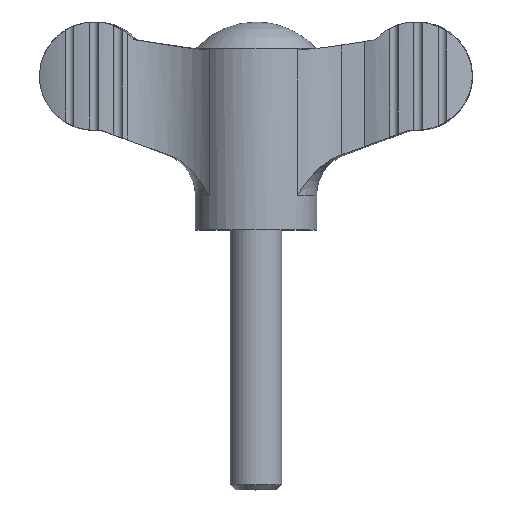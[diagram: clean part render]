
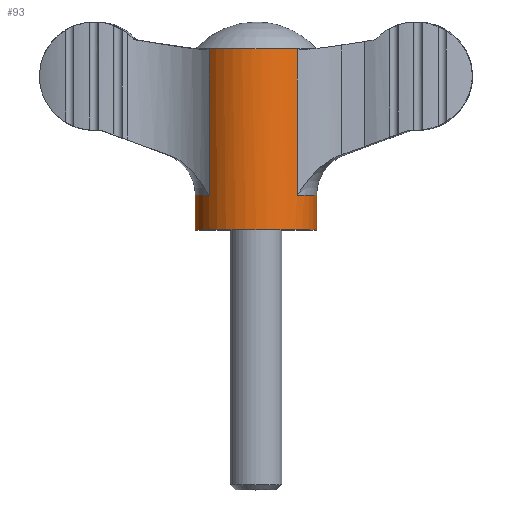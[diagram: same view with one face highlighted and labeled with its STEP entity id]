
A CAD part, top view. The second image highlights one B-rep face of the part: STEP entity #93.
In plain terms, the highlighted cylindrical face has radius 7 mm (diameter 14 mm), a full revolution.
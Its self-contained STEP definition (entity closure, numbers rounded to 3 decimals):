
#93 = ADVANCED_FACE( '', ( #223, #224 ), #225, .T. );
#223 = FACE_OUTER_BOUND( '', #389, .T. );
#224 = FACE_OUTER_BOUND( '', #390, .T. );
#225 = CYLINDRICAL_SURFACE( '', #391, 7. );
#389 = EDGE_LOOP( '', ( #587 ) );
#390 = EDGE_LOOP( '', ( #588, #589, #590, #591, #592, #593, #594, #595 ) );
#391 = AXIS2_PLACEMENT_3D( '', #596, #597, #598 );
#587 = ORIENTED_EDGE( '', *, *, #1036, .F. );
#588 = ORIENTED_EDGE( '', *, *, #1038, .T. );
#589 = ORIENTED_EDGE( '', *, *, #1039, .F. );
#590 = ORIENTED_EDGE( '', *, *, #1040, .F. );
#591 = ORIENTED_EDGE( '', *, *, #1041, .T. );
#592 = ORIENTED_EDGE( '', *, *, #1042, .T. );
#593 = ORIENTED_EDGE( '', *, *, #1043, .F. );
#594 = ORIENTED_EDGE( '', *, *, #1044, .F. );
#595 = ORIENTED_EDGE( '', *, *, #1045, .T. );
#596 = CARTESIAN_POINT( '', ( 0., 0., 0. ) );
#597 = DIRECTION( '', ( 0., 1., 0. ) );
#598 = DIRECTION( '', ( 0., 0., -1. ) );
#1036 = EDGE_CURVE( '', #1251, #1251, #1252, .T. );
#1038 = EDGE_CURVE( '', #1254, #1255, #1256, .T. );
#1039 = EDGE_CURVE( '', #1257, #1255, #1258, .T. );
#1040 = EDGE_CURVE( '', #1259, #1257, #1260, .T. );
#1041 = EDGE_CURVE( '', #1259, #1261, #1262, .T. );
#1042 = EDGE_CURVE( '', #1261, #1263, #1264, .T. );
#1043 = EDGE_CURVE( '', #1265, #1263, #1266, .T. );
#1044 = EDGE_CURVE( '', #1267, #1265, #1268, .T. );
#1045 = EDGE_CURVE( '', #1267, #1254, #1269, .T. );
#1251 = VERTEX_POINT( '', #1611 );
#1252 = CIRCLE( '', #1612, 7. );
#1254 = VERTEX_POINT( '', #1614 );
#1255 = VERTEX_POINT( '', #1615 );
#1256 = CIRCLE( '', #1616, 7. );
#1257 = VERTEX_POINT( '', #1617 );
#1258 = LINE( '', #1618, #1619 );
#1259 = VERTEX_POINT( '', #1620 );
#1260 = CIRCLE( '', #1621, 7. );
#1261 = VERTEX_POINT( '', #1622 );
#1262 = LINE( '', #1623, #1624 );
#1263 = VERTEX_POINT( '', #1625 );
#1264 = CIRCLE( '', #1626, 7. );
#1265 = VERTEX_POINT( '', #1627 );
#1266 = LINE( '', #1628, #1629 );
#1267 = VERTEX_POINT( '', #1630 );
#1268 = CIRCLE( '', #1631, 7. );
#1269 = LINE( '', #1632, #1633 );
#1611 = CARTESIAN_POINT( '', ( 0., 0., -7. ) );
#1612 = AXIS2_PLACEMENT_3D( '', #2403, #2404, #2405 );
#1614 = CARTESIAN_POINT( '', ( 5.418, 3.999, -4.433 ) );
#1615 = CARTESIAN_POINT( '', ( 4.732, 3.999, 5.158 ) );
#1616 = AXIS2_PLACEMENT_3D( '', #2406, #2407, #2408 );
#1617 = CARTESIAN_POINT( '', ( 4.732, 20.889, 5.158 ) );
#1618 = CARTESIAN_POINT( '', ( 4.732, 59.5, 5.158 ) );
#1619 = VECTOR( '', #2409, 1000. );
#1620 = CARTESIAN_POINT( '', ( -5.418, 20.889, 4.433 ) );
#1621 = AXIS2_PLACEMENT_3D( '', #2410, #2411, #2412 );
#1622 = CARTESIAN_POINT( '', ( -5.418, 3.999, 4.433 ) );
#1623 = CARTESIAN_POINT( '', ( -5.418, 59.5, 4.433 ) );
#1624 = VECTOR( '', #2413, 1000. );
#1625 = CARTESIAN_POINT( '', ( -4.732, 3.999, -5.158 ) );
#1626 = AXIS2_PLACEMENT_3D( '', #2414, #2415, #2416 );
#1627 = CARTESIAN_POINT( '', ( -4.732, 20.889, -5.158 ) );
#1628 = CARTESIAN_POINT( '', ( -4.732, 59.5, -5.158 ) );
#1629 = VECTOR( '', #2417, 1000. );
#1630 = CARTESIAN_POINT( '', ( 5.418, 20.889, -4.433 ) );
#1631 = AXIS2_PLACEMENT_3D( '', #2418, #2419, #2420 );
#1632 = CARTESIAN_POINT( '', ( 5.418, 59.5, -4.433 ) );
#1633 = VECTOR( '', #2421, 1000. );
#2403 = CARTESIAN_POINT( '', ( 0., 0., 0. ) );
#2404 = DIRECTION( '', ( 0., -1., 0. ) );
#2405 = DIRECTION( '', ( 0., 0., -1. ) );
#2406 = CARTESIAN_POINT( '', ( 0., 3.999, 0. ) );
#2407 = DIRECTION( '', ( 0., -1., 0. ) );
#2408 = DIRECTION( '', ( 0., 0., -1. ) );
#2409 = DIRECTION( '', ( 0., -1., 0. ) );
#2410 = CARTESIAN_POINT( '', ( 0., 20.889, 0. ) );
#2411 = DIRECTION( '', ( 0., 1., 0. ) );
#2412 = DIRECTION( '', ( 0., 0., 1. ) );
#2413 = DIRECTION( '', ( 0., -1., 0. ) );
#2414 = CARTESIAN_POINT( '', ( 0., 3.999, 0. ) );
#2415 = DIRECTION( '', ( 0., -1., 0. ) );
#2416 = DIRECTION( '', ( 0., 0., -1. ) );
#2417 = DIRECTION( '', ( 0., -1., 0. ) );
#2418 = CARTESIAN_POINT( '', ( 0., 20.889, 0. ) );
#2419 = DIRECTION( '', ( 0., 1., 0. ) );
#2420 = DIRECTION( '', ( 0., 0., 1. ) );
#2421 = DIRECTION( '', ( 0., -1., 0. ) );
